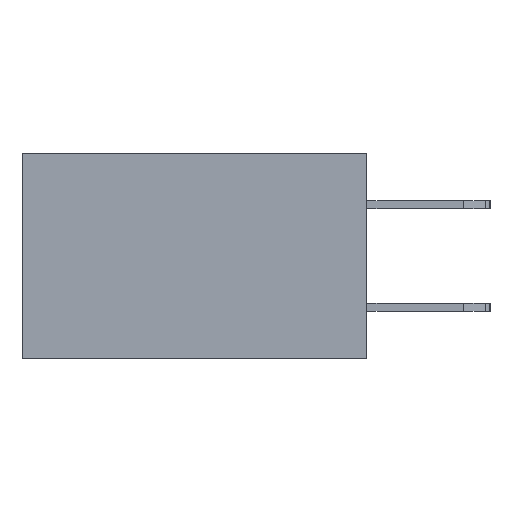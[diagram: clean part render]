
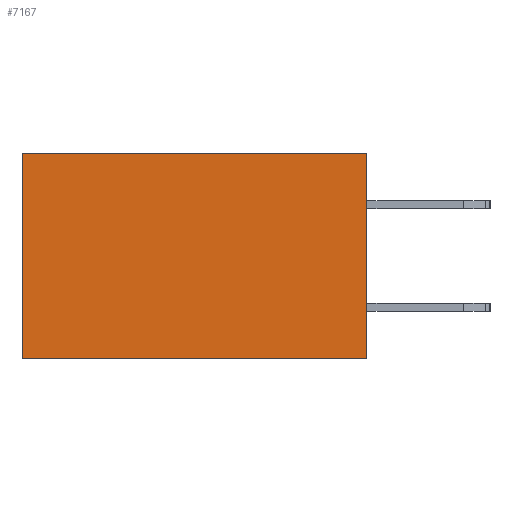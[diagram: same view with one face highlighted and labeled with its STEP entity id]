
A CAD part, left-side view. The second image highlights one B-rep face of the part: STEP entity #7167.
In plain terms, the highlighted planar face has unit normal (-1, 0, 0).
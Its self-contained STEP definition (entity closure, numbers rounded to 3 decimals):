
#1=DIRECTION('',(0.,0.,-1.));
#2=VECTOR('',#1,5.08);
#3=CARTESIAN_POINT('',(-12.66,0.,2.54));
#4=LINE('4093',#3,#2);
#337=DIRECTION('',(0.,1.,0.));
#338=VECTOR('',#337,8.5);
#339=CARTESIAN_POINT('',(-12.66,-8.5,-2.54));
#340=LINE('4859',#339,#338);
#341=DIRECTION('',(0.,-1.,0.));
#342=VECTOR('',#341,8.5);
#343=CARTESIAN_POINT('',(-12.66,0.,2.54));
#344=LINE('4278',#343,#342);
#469=DIRECTION('',(0.,0.,-1.));
#470=VECTOR('',#469,5.08);
#471=CARTESIAN_POINT('',(-12.66,-8.5,2.54));
#472=LINE('4275',#471,#470);
#5273=CARTESIAN_POINT('',(-12.66,0.,2.54));
#5274=CARTESIAN_POINT('',(-12.66,0.,-2.54));
#5275=VERTEX_POINT('',#5273);
#5276=VERTEX_POINT('',#5274);
#5561=CARTESIAN_POINT('',(-12.66,-8.5,2.54));
#5562=CARTESIAN_POINT('',(-12.66,-8.5,-2.54));
#5563=VERTEX_POINT('',#5561);
#5564=VERTEX_POINT('',#5562);
#7153=CARTESIAN_POINT('',(-12.66,0.,2.54));
#7154=DIRECTION('',(-1.,0.,0.));
#7155=DIRECTION('',(0.,0.,-1.));
#7156=AXIS2_PLACEMENT_3D('',#7153,#7154,#7155);
#7157=PLANE('3577',#7156);
#7159=ORIENTED_EDGE('4859',*,*,#7158,.T.);
#7160=ORIENTED_EDGE('4093',*,*,#6942,.F.);
#7162=ORIENTED_EDGE('4278',*,*,#7161,.T.);
#7164=ORIENTED_EDGE('4275',*,*,#7163,.T.);
#7165=EDGE_LOOP('3577',(#7159,#7160,#7162,#7164));
#7166=FACE_OUTER_BOUND('3577',#7165,.F.);
#7167=ADVANCED_FACE('3577',(#7166),#7157,.T.);
#6942=EDGE_CURVE('4093',#5275,#5276,#4,.T.);
#7158=EDGE_CURVE('4859',#5564,#5276,#340,.T.);
#7161=EDGE_CURVE('4278',#5275,#5563,#344,.T.);
#7163=EDGE_CURVE('4275',#5563,#5564,#472,.T.);
